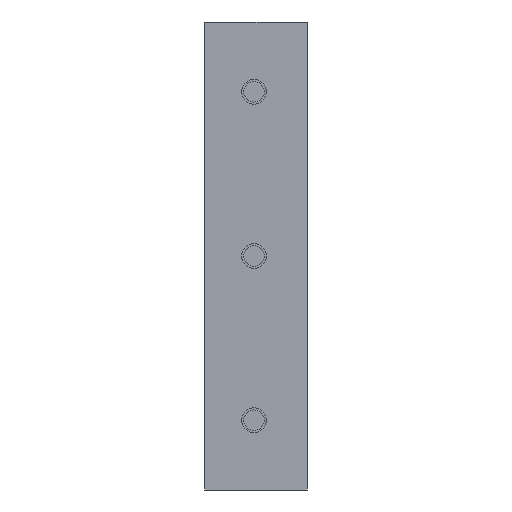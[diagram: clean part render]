
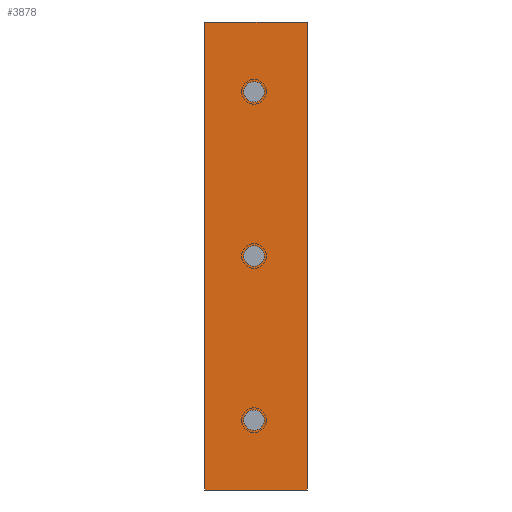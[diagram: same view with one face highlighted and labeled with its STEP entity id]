
A CAD part, left-side view. The second image highlights one B-rep face of the part: STEP entity #3878.
In plain terms, the highlighted planar face has unit normal (-1, 0, 0).
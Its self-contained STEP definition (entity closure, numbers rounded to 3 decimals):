
#65=DIRECTION('',(0.,0.,1.));
#66=VECTOR('',#65,114.);
#67=CARTESIAN_POINT('',(-140.,0.,-57.));
#68=LINE('',#67,#66);
#1140=DIRECTION('',(0.,0.,1.));
#1141=VECTOR('',#1140,114.);
#1142=CARTESIAN_POINT('',(-140.,25.,-57.));
#1143=LINE('',#1142,#1141);
#1282=DIRECTION('',(0.,1.,0.));
#1283=VECTOR('',#1282,25.);
#1284=CARTESIAN_POINT('',(-140.,0.,-57.));
#1285=LINE('',#1284,#1283);
#1286=CARTESIAN_POINT('',(-140.,13.,40.));
#1287=DIRECTION('',(-1.,0.,0.));
#1288=DIRECTION('',(0.,0.,-1.));
#1289=AXIS2_PLACEMENT_3D('',#1286,#1287,#1288);
#1291=CARTESIAN_POINT('',(-140.,13.,40.));
#1292=DIRECTION('',(-1.,0.,0.));
#1293=DIRECTION('',(0.,0.,1.));
#1294=AXIS2_PLACEMENT_3D('',#1291,#1292,#1293);
#1296=CARTESIAN_POINT('',(-140.,13.,-40.));
#1297=DIRECTION('',(-1.,0.,0.));
#1298=DIRECTION('',(0.,0.,-1.));
#1299=AXIS2_PLACEMENT_3D('',#1296,#1297,#1298);
#1301=CARTESIAN_POINT('',(-140.,13.,-40.));
#1302=DIRECTION('',(-1.,0.,0.));
#1303=DIRECTION('',(0.,0.,1.));
#1304=AXIS2_PLACEMENT_3D('',#1301,#1302,#1303);
#1306=CARTESIAN_POINT('',(-140.,13.,0.));
#1307=DIRECTION('',(-1.,0.,0.));
#1308=DIRECTION('',(0.,0.,-1.));
#1309=AXIS2_PLACEMENT_3D('',#1306,#1307,#1308);
#1311=CARTESIAN_POINT('',(-140.,13.,0.));
#1312=DIRECTION('',(-1.,0.,0.));
#1313=DIRECTION('',(0.,0.,1.));
#1314=AXIS2_PLACEMENT_3D('',#1311,#1312,#1313);
#1340=DIRECTION('',(0.,1.,0.));
#1341=VECTOR('',#1340,25.);
#1342=CARTESIAN_POINT('',(-140.,0.,57.));
#1343=LINE('',#1342,#1341);
#1859=CARTESIAN_POINT('',(-140.,0.,-57.));
#1860=CARTESIAN_POINT('',(-140.,0.,57.));
#1861=VERTEX_POINT('',#1859);
#1862=VERTEX_POINT('',#1860);
#1863=CARTESIAN_POINT('',(-140.,25.,-57.));
#1864=CARTESIAN_POINT('',(-140.,25.,57.));
#1865=VERTEX_POINT('',#1863);
#1866=VERTEX_POINT('',#1864);
#1887=CARTESIAN_POINT('',(-140.,13.,37.5));
#1888=CARTESIAN_POINT('',(-140.,13.,42.5));
#1889=VERTEX_POINT('',#1887);
#1890=VERTEX_POINT('',#1888);
#1891=CARTESIAN_POINT('',(-140.,13.,-42.5));
#1892=CARTESIAN_POINT('',(-140.,13.,-37.5));
#1893=VERTEX_POINT('',#1891);
#1894=VERTEX_POINT('',#1892);
#1895=CARTESIAN_POINT('',(-140.,13.,-2.5));
#1896=CARTESIAN_POINT('',(-140.,13.,2.5));
#1897=VERTEX_POINT('',#1895);
#1898=VERTEX_POINT('',#1896);
#3852=CARTESIAN_POINT('',(-140.,0.,-57.));
#3853=DIRECTION('',(-1.,0.,0.));
#3854=DIRECTION('',(0.,0.,1.));
#3855=AXIS2_PLACEMENT_3D('',#3852,#3853,#3854);
#3856=PLANE('',#3855);
#3857=ORIENTED_EDGE('',*,*,#2266,.F.);
#3858=ORIENTED_EDGE('',*,*,#3360,.T.);
#3859=ORIENTED_EDGE('',*,*,#3490,.T.);
#3861=ORIENTED_EDGE('',*,*,#3860,.F.);
#3862=EDGE_LOOP('',(#3857,#3858,#3859,#3861));
#3863=FACE_OUTER_BOUND('',#3862,.F.);
#3864=ORIENTED_EDGE('',*,*,#3667,.T.);
#3865=ORIENTED_EDGE('',*,*,#3694,.T.);
#3866=EDGE_LOOP('',(#3864,#3865));
#3867=FACE_BOUND('',#3866,.F.);
#3868=ORIENTED_EDGE('',*,*,#3758,.T.);
#3869=ORIENTED_EDGE('',*,*,#3846,.T.);
#3870=EDGE_LOOP('',(#3868,#3869));
#3871=FACE_BOUND('',#3870,.F.);
#3873=ORIENTED_EDGE('',*,*,#3872,.T.);
#3875=ORIENTED_EDGE('',*,*,#3874,.T.);
#3876=EDGE_LOOP('',(#3873,#3875));
#3877=FACE_BOUND('',#3876,.F.);
#3878=ADVANCED_FACE('',(#3863,#3867,#3871,#3877),#3856,.T.);
#1290=CIRCLE('',#1289,2.5);
#1295=CIRCLE('',#1294,2.5);
#1300=CIRCLE('',#1299,2.5);
#1305=CIRCLE('',#1304,2.5);
#1310=CIRCLE('',#1309,2.5);
#1315=CIRCLE('',#1314,2.5);
#2266=EDGE_CURVE('',#1861,#1862,#68,.T.);
#3360=EDGE_CURVE('',#1861,#1865,#1285,.T.);
#3490=EDGE_CURVE('',#1865,#1866,#1143,.T.);
#3667=EDGE_CURVE('',#1889,#1890,#1290,.T.);
#3694=EDGE_CURVE('',#1890,#1889,#1295,.T.);
#3758=EDGE_CURVE('',#1893,#1894,#1300,.T.);
#3846=EDGE_CURVE('',#1894,#1893,#1305,.T.);
#3860=EDGE_CURVE('',#1862,#1866,#1343,.T.);
#3872=EDGE_CURVE('',#1897,#1898,#1310,.T.);
#3874=EDGE_CURVE('',#1898,#1897,#1315,.T.);
